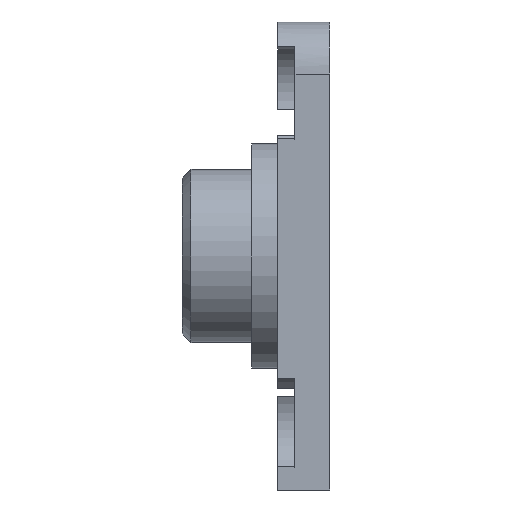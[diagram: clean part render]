
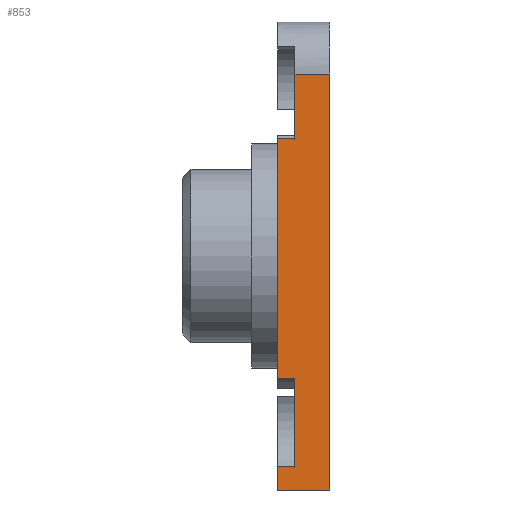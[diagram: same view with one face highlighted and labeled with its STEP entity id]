
A CAD part, front view. The second image highlights one B-rep face of the part: STEP entity #853.
In plain terms, the highlighted planar face has unit normal (0, -1, 0).
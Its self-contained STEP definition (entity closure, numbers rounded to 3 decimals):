
#6 = ORIENTED_EDGE ( 'NONE', *, *, #1201, .F. ) ;
#11 = DIRECTION ( 'NONE',  ( 0., 0., 1. ) ) ;
#22 = ORIENTED_EDGE ( 'NONE', *, *, #778, .F. ) ;
#32 = VECTOR ( 'NONE', #290, 1000. ) ;
#43 = LINE ( 'NONE', #1311, #296 ) ;
#70 = DIRECTION ( 'NONE',  ( 0., 0., 1. ) ) ;
#87 = ORIENTED_EDGE ( 'NONE', *, *, #1114, .T. ) ;
#124 = EDGE_CURVE ( 'NONE', #1562, #622, #388, .T. ) ;
#133 = EDGE_CURVE ( 'NONE', #879, #1101, #269, .T. ) ;
#135 = CARTESIAN_POINT ( 'NONE',  ( -34.3, -15., 0. ) ) ;
#189 = EDGE_LOOP ( 'NONE', ( #6, #701, #819, #22, #816, #691, #1163, #724, #87, #1286 ) ) ;
#200 = LINE ( 'NONE', #453, #1240 ) ;
#206 = CARTESIAN_POINT ( 'NONE',  ( -33.3, -15., 0. ) ) ;
#256 = EDGE_CURVE ( 'NONE', #299, #1523, #1222, .T. ) ;
#269 = LINE ( 'NONE', #1174, #434 ) ;
#284 = CARTESIAN_POINT ( 'NONE',  ( -33.3, -15., 0. ) ) ;
#290 = DIRECTION ( 'NONE',  ( -1., 0., 0. ) ) ;
#296 = VECTOR ( 'NONE', #1417, 1000. ) ;
#299 = VERTEX_POINT ( 'NONE', #697 ) ;
#349 = CARTESIAN_POINT ( 'NONE',  ( -34.3, -15., 6.805 ) ) ;
#358 = EDGE_CURVE ( 'NONE', #1570, #1562, #200, .T. ) ;
#366 = VERTEX_POINT ( 'NONE', #1645 ) ;
#388 = LINE ( 'NONE', #894, #1102 ) ;
#410 = CARTESIAN_POINT ( 'NONE',  ( -34.3, -15., -7.093 ) ) ;
#411 = VECTOR ( 'NONE', #760, 1000. ) ;
#415 = LINE ( 'NONE', #772, #32 ) ;
#423 = DIRECTION ( 'NONE',  ( 0., 0., -1. ) ) ;
#434 = VECTOR ( 'NONE', #644, 1000. ) ;
#453 = CARTESIAN_POINT ( 'NONE',  ( -33.3, -15., -12.149 ) ) ;
#460 = VECTOR ( 'NONE', #1509, 1000. ) ;
#480 = LINE ( 'NONE', #1296, #411 ) ;
#484 = CARTESIAN_POINT ( 'NONE',  ( -33.3, -15., 10.5 ) ) ;
#530 = VERTEX_POINT ( 'NONE', #349 ) ;
#622 = VERTEX_POINT ( 'NONE', #852 ) ;
#644 = DIRECTION ( 'NONE',  ( 1., 0., 0. ) ) ;
#653 = EDGE_CURVE ( 'NONE', #299, #530, #1133, .T. ) ;
#691 = ORIENTED_EDGE ( 'NONE', *, *, #727, .T. ) ;
#697 = CARTESIAN_POINT ( 'NONE',  ( -33.3, -15., 6.805 ) ) ;
#701 = ORIENTED_EDGE ( 'NONE', *, *, #358, .T. ) ;
#724 = ORIENTED_EDGE ( 'NONE', *, *, #653, .T. ) ;
#727 = EDGE_CURVE ( 'NONE', #366, #1523, #43, .T. ) ;
#760 = DIRECTION ( 'NONE',  ( 0., 0., -1. ) ) ;
#772 = CARTESIAN_POINT ( 'NONE',  ( -0.413, -15., -13.5 ) ) ;
#778 = EDGE_CURVE ( 'NONE', #1407, #622, #415, .T. ) ;
#779 = DIRECTION ( 'NONE',  ( 0., 0., 1. ) ) ;
#790 = LINE ( 'NONE', #284, #1394 ) ;
#816 = ORIENTED_EDGE ( 'NONE', *, *, #1036, .F. ) ;
#819 = ORIENTED_EDGE ( 'NONE', *, *, #124, .T. ) ;
#852 = CARTESIAN_POINT ( 'NONE',  ( -34.3, -15., -13.5 ) ) ;
#853 = ADVANCED_FACE ( 'NONE', ( #1558 ), #1099, .F. ) ;
#862 = CARTESIAN_POINT ( 'NONE',  ( -33.3, -15., -7.093 ) ) ;
#879 = VERTEX_POINT ( 'NONE', #410 ) ;
#882 = CARTESIAN_POINT ( 'NONE',  ( -33.3, -15., -12.149 ) ) ;
#894 = CARTESIAN_POINT ( 'NONE',  ( -34.3, -15., 0. ) ) ;
#907 = VECTOR ( 'NONE', #1026, 1000. ) ;
#911 = CARTESIAN_POINT ( 'NONE',  ( -0.413, -15., 0. ) ) ;
#956 = DIRECTION ( 'NONE',  ( -1., 0., 0. ) ) ;
#980 = AXIS2_PLACEMENT_3D ( 'NONE', #911, #1009, #779 ) ;
#1009 = DIRECTION ( 'NONE',  ( 0., 1., 0. ) ) ;
#1026 = DIRECTION ( 'NONE',  ( 0., 0., -1. ) ) ;
#1036 = EDGE_CURVE ( 'NONE', #366, #1407, #480, .T. ) ;
#1099 = PLANE ( 'NONE',  #980 ) ;
#1101 = VERTEX_POINT ( 'NONE', #862 ) ;
#1102 = VECTOR ( 'NONE', #423, 1000. ) ;
#1114 = EDGE_CURVE ( 'NONE', #530, #879, #1510, .T. ) ;
#1124 = VECTOR ( 'NONE', #70, 1000. ) ;
#1133 = LINE ( 'NONE', #1416, #460 ) ;
#1163 = ORIENTED_EDGE ( 'NONE', *, *, #256, .F. ) ;
#1174 = CARTESIAN_POINT ( 'NONE',  ( -33.3, -15., -7.093 ) ) ;
#1201 = EDGE_CURVE ( 'NONE', #1570, #1101, #790, .T. ) ;
#1222 = LINE ( 'NONE', #206, #1124 ) ;
#1240 = VECTOR ( 'NONE', #956, 1000. ) ;
#1286 = ORIENTED_EDGE ( 'NONE', *, *, #133, .T. ) ;
#1296 = CARTESIAN_POINT ( 'NONE',  ( -31.3, -15., 0. ) ) ;
#1311 = CARTESIAN_POINT ( 'NONE',  ( -0.413, -15., 10.5 ) ) ;
#1394 = VECTOR ( 'NONE', #11, 1000. ) ;
#1407 = VERTEX_POINT ( 'NONE', #1465 ) ;
#1416 = CARTESIAN_POINT ( 'NONE',  ( -33.3, -15., 6.805 ) ) ;
#1417 = DIRECTION ( 'NONE',  ( -1., 0., 0. ) ) ;
#1465 = CARTESIAN_POINT ( 'NONE',  ( -31.3, -15., -13.5 ) ) ;
#1508 = CARTESIAN_POINT ( 'NONE',  ( -34.3, -15., -12.149 ) ) ;
#1509 = DIRECTION ( 'NONE',  ( -1., 0., 0. ) ) ;
#1510 = LINE ( 'NONE', #135, #907 ) ;
#1523 = VERTEX_POINT ( 'NONE', #484 ) ;
#1558 = FACE_OUTER_BOUND ( 'NONE', #189, .T. ) ;
#1562 = VERTEX_POINT ( 'NONE', #1508 ) ;
#1570 = VERTEX_POINT ( 'NONE', #882 ) ;
#1645 = CARTESIAN_POINT ( 'NONE',  ( -31.3, -15., 10.5 ) ) ;
